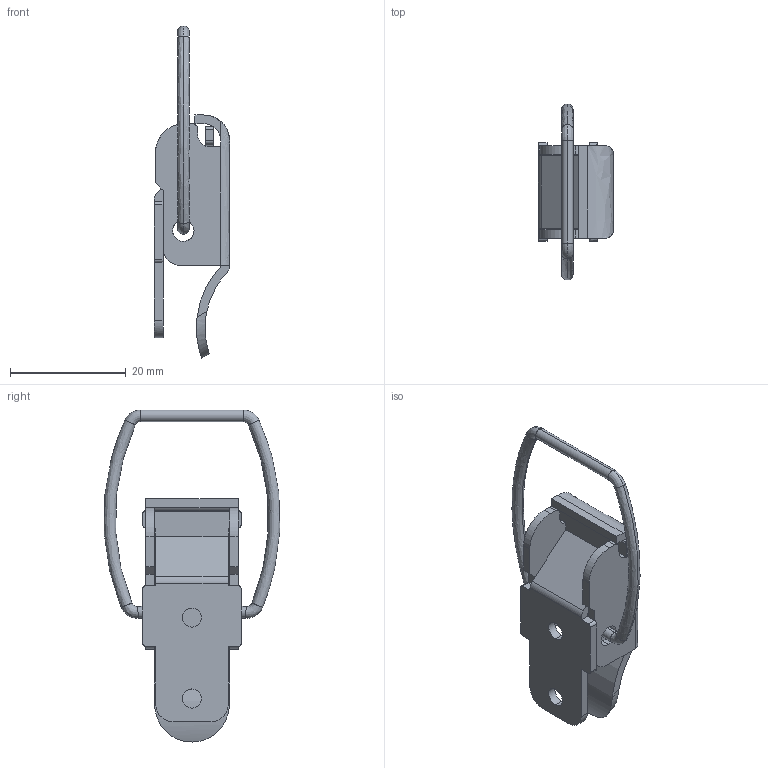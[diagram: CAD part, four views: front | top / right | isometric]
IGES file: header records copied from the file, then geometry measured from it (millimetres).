
Start section: ------------------------------------------------------------------------
Global section: file name: PC3949.512.TL_448SUS_2_H_20461.igs; native system: spGate; preprocessor: ver20.6.3 (****-****-****-****); author: Unknown; organization: Unknown; date: 260130.102602; units: millimetre
Bounding box: 13 x 30.34 x 57.39 mm (x, y, z)
Volume: 2802.2 mm3; surface area: 4459 mm2
Topology: 3 solids, 3 shells, 110 faces, 295 edges, 191 vertices
Faces by surface type: bspline 110
